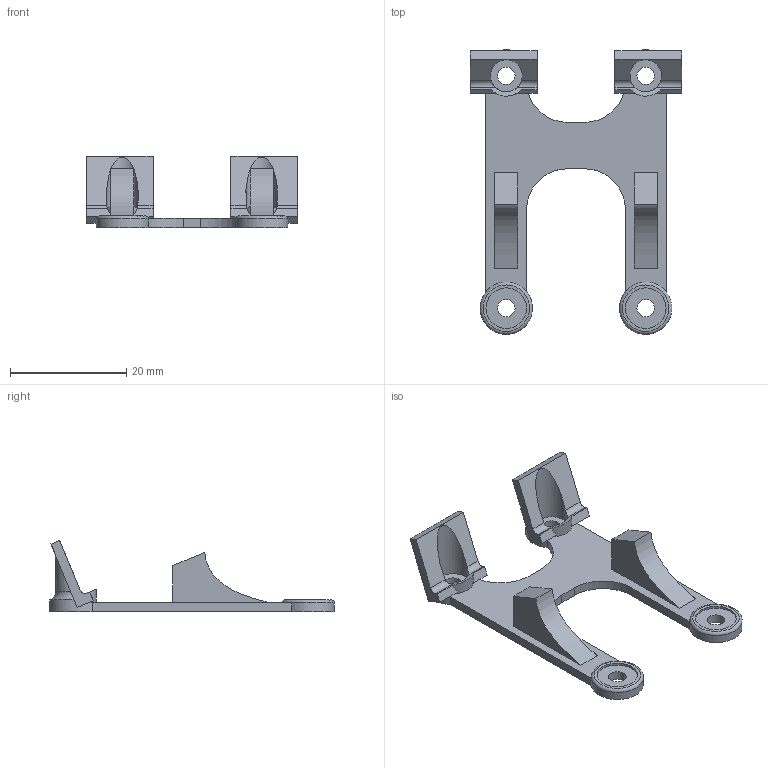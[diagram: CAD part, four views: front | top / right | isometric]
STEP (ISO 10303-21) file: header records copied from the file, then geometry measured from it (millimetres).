
FILE_DESCRIPTION(/* description */ (''),/* implementation_level */ '2;1');
FILE_NAME(/* name */ 'Apex 22.5° Mounting Support.step',/* time_stamp */ '2020-10-17T20:52:41+02:00',/* author */ (''),/* organization */ (''),/* preprocessor_version */ 'ST-DEVELOPER v18.1',/* originating_system */ 'Autodesk Translation Framework v9.3.0.1241',/* authorisation */ '');
FILE_SCHEMA (('AUTOMOTIVE_DESIGN { 1 0 10303 214 3 1 1 }'));
Length unit declared in the file: millimetre
Products named in the file (2): Apex GoPro Mount 22.5° - Light; Apex 5" Top Plate Mount 22°
Assembly tree (1 placements, depth 2):
  Apex GoPro Mount 22.5° - Light
    Apex 5" Top Plate Mount 22°
Bounding box: 36.4 x 49 x 12.26 mm (x, y, z)
Volume: 2324.4 mm3; surface area: 3247.9 mm2
Topology: 1 solids, 1 shells, 76 faces, 206 edges, 136 vertices
Faces by surface type: plane 44, cylinder 26, torus 4, bspline 2
Full cylindrical faces by diameter (mm): 3 x4, 5.5 x2, 7 x2
Entity records: 2660 total; most frequent: CARTESIAN_POINT 625, DIRECTION 418, ORIENTED_EDGE 412, EDGE_CURVE 206, AXIS2_PLACEMENT_3D 153, VERTEX_POINT 136, LINE 112, VECTOR 112
